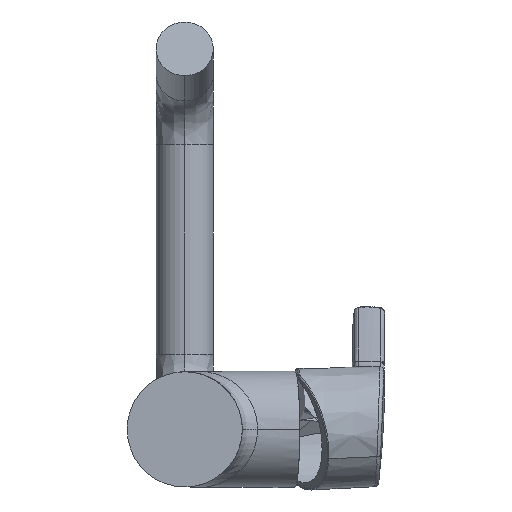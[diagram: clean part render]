
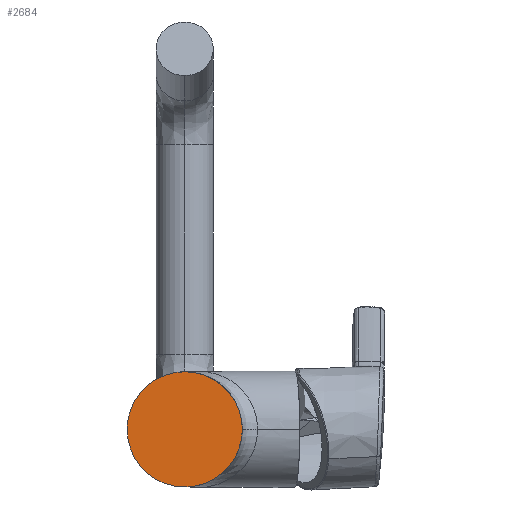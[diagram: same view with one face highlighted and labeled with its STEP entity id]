
A CAD part, front view. The second image highlights one B-rep face of the part: STEP entity #2684.
In plain terms, the highlighted planar face has unit normal (0, -1, 0).
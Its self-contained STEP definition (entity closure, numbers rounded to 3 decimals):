
#2116 = FACE_OUTER_BOUND ( 'NONE', #3266, .T. ) ;
#2258 = CARTESIAN_POINT ( 'NONE',  ( -622.672, 405.177, 792.886 ) ) ;
#2324 = AXIS2_PLACEMENT_3D ( 'NONE', #6868, #15080, #8035 ) ;
#2365 = DIRECTION ( 'NONE',  ( 1., 0., 0. ) ) ;
#2684 = ADVANCED_FACE ( 'NONE', ( #2116 ), #9288, .F. ) ;
#2718 = CARTESIAN_POINT ( 'NONE',  ( -645.672, 405.177, 792.886 ) ) ;
#2993 = DIRECTION ( 'NONE',  ( 0., 1., 0. ) ) ;
#3266 = EDGE_LOOP ( 'NONE', ( #6644, #6848 ) ) ;
#4190 = CARTESIAN_POINT ( 'NONE',  ( -622.672, 405.177, 792.886 ) ) ;
#5755 = AXIS2_PLACEMENT_3D ( 'NONE', #2258, #9392, #2365 ) ;
#6116 = CARTESIAN_POINT ( 'NONE',  ( -599.672, 405.177, 792.886 ) ) ;
#6644 = ORIENTED_EDGE ( 'NONE', *, *, #8063, .F. ) ;
#6848 = ORIENTED_EDGE ( 'NONE', *, *, #15077, .F. ) ;
#6868 = CARTESIAN_POINT ( 'NONE',  ( -622.672, 405.177, 792.886 ) ) ;
#6897 = CIRCLE ( 'NONE', #8779, 23. ) ;
#7253 = VERTEX_POINT ( 'NONE', #6116 ) ;
#8035 = DIRECTION ( 'NONE',  ( -1., 0., 0. ) ) ;
#8063 = EDGE_CURVE ( 'NONE', #12829, #7253, #6897, .T. ) ;
#8779 = AXIS2_PLACEMENT_3D ( 'NONE', #4190, #2993, #10034 ) ;
#9288 = PLANE ( 'NONE',  #5755 ) ;
#9392 = DIRECTION ( 'NONE',  ( 0., 1., 0. ) ) ;
#9395 = CIRCLE ( 'NONE', #2324, 23. ) ;
#10034 = DIRECTION ( 'NONE',  ( -1., 0., 0. ) ) ;
#12829 = VERTEX_POINT ( 'NONE', #2718 ) ;
#15077 = EDGE_CURVE ( 'NONE', #7253, #12829, #9395, .T. ) ;
#15080 = DIRECTION ( 'NONE',  ( 0., 1., 0. ) ) ;
